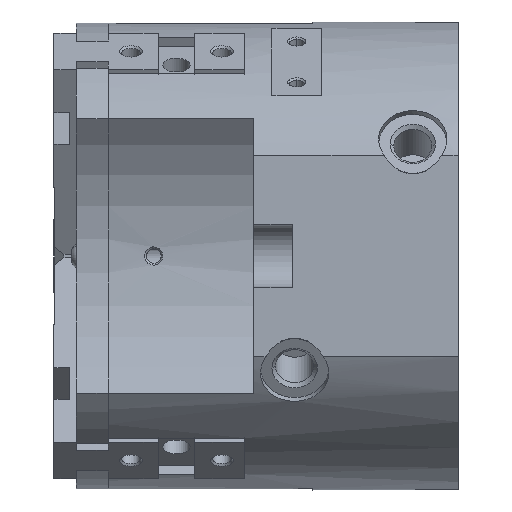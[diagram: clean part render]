
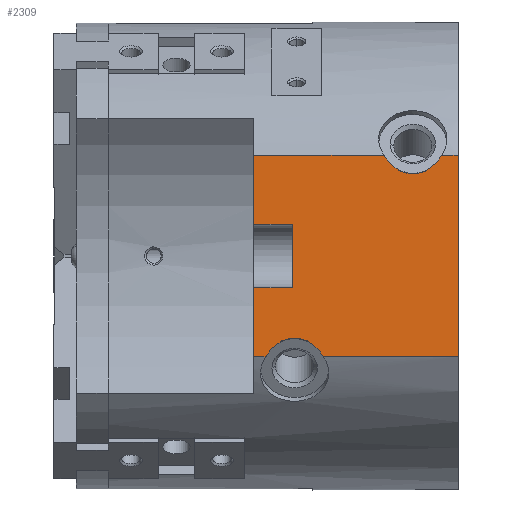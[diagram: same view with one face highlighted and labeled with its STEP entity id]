
A CAD part, left-side view. The second image highlights one B-rep face of the part: STEP entity #2309.
In plain terms, the highlighted planar face has unit normal (-1, 0, 0).
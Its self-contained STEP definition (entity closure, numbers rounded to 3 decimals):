
#2273 = EDGE_CURVE( '', #2391, #4171, #6688, .T. );
#2293 = EDGE_CURVE( '', #2579, #2403, #6712, .T. );
#2309 = ADVANCED_FACE( '', ( #6730 ), #6731, .T. );
#2391 = VERTEX_POINT( '', #6823 );
#2403 = VERTEX_POINT( '', #6835 );
#2579 = VERTEX_POINT( '', #7030 );
#2587 = EDGE_CURVE( '', #5513, #6257, #7038, .T. );
#2665 = EDGE_CURVE( '', #4171, #5513, #7121, .T. );
#3355 = EDGE_CURVE( '', #6257, #6167, #7896, .T. );
#3487 = VERTEX_POINT( '', #8047 );
#3829 = VERTEX_POINT( '', #8430 );
#3893 = EDGE_CURVE( '', #4101, #5921, #8500, .T. );
#3967 = VERTEX_POINT( '', #8583 );
#4101 = VERTEX_POINT( '', #8729 );
#4163 = EDGE_CURVE( '', #2403, #3487, #8798, .T. );
#4171 = VERTEX_POINT( '', #8807 );
#4409 = EDGE_CURVE( '', #3829, #2579, #9077, .T. );
#4617 = EDGE_CURVE( '', #3487, #3967, #9302, .T. );
#5513 = VERTEX_POINT( '', #10288 );
#5609 = EDGE_CURVE( '', #3829, #5921, #10395, .T. );
#5921 = VERTEX_POINT( '', #10735 );
#6127 = EDGE_CURVE( '', #4101, #6167, #10961, .T. );
#6167 = VERTEX_POINT( '', #11004 );
#6253 = EDGE_CURVE( '', #3967, #2391, #11100, .T. );
#6257 = VERTEX_POINT( '', #11104 );
#6688 = LINE( '', #11595, #11596 );
#6712 = LINE( '', #11629, #11630 );
#6730 = FACE_OUTER_BOUND( '', #11694, .T. );
#6731 = PLANE( '', #11695 );
#6823 = CARTESIAN_POINT( '', ( -46.5, 45., 7. ) );
#6835 = CARTESIAN_POINT( '', ( -46.5, 3.707, 22.136 ) );
#7030 = CARTESIAN_POINT( '', ( -46.5, 0., 22.136 ) );
#7038 = LINE( '', #12123, #12124 );
#7121 = LINE( '', #12242, #12243 );
#7896 = LINE( '', #13478, #13479 );
#8047 = CARTESIAN_POINT( '', ( -46.5, 16.293, 22.136 ) );
#8430 = CARTESIAN_POINT( '', ( -46.5, 0., -22.136 ) );
#8500 = ELLIPSE( '', #14432, 8.66, 7.5 );
#8583 = CARTESIAN_POINT( '', ( -46.5, 45., 22.136 ) );
#8729 = CARTESIAN_POINT( '', ( -46.5, 42.293, -22.136 ) );
#8798 = ELLIPSE( '', #14919, 8.66, 7.5 );
#8807 = CARTESIAN_POINT( '', ( -46.5, 36.5, 7. ) );
#9077 = LINE( '', #15298, #15299 );
#9302 = LINE( '', #15623, #15624 );
#10288 = CARTESIAN_POINT( '', ( -46.5, 36.5, -7. ) );
#10395 = LINE( '', #17311, #17312 );
#10735 = CARTESIAN_POINT( '', ( -46.5, 29.707, -22.136 ) );
#10961 = LINE( '', #18289, #18290 );
#11004 = CARTESIAN_POINT( '', ( -46.5, 45., -22.136 ) );
#11100 = LINE( '', #18545, #18546 );
#11104 = CARTESIAN_POINT( '', ( -46.5, 45., -7. ) );
#11595 = CARTESIAN_POINT( '', ( -46.5, 22.5, 7. ) );
#11596 = VECTOR( '', #19186, 1. );
#11629 = CARTESIAN_POINT( '', ( -46.5, 0., 22.136 ) );
#11630 = VECTOR( '', #19219, 1. );
#11694 = EDGE_LOOP( '', ( #19237, #19238, #19239, #19240, #19241, #19242, #19243, #19244, #19245, #19246, #19247, #19248 ) );
#11695 = AXIS2_PLACEMENT_3D( '', #19249, #19250, #19251 );
#12123 = CARTESIAN_POINT( '', ( -46.5, 22.5, -7. ) );
#12124 = VECTOR( '', #19583, 1. );
#12242 = CARTESIAN_POINT( '', ( -46.5, 36.5, 11.068 ) );
#12243 = VECTOR( '', #19657, 1. );
#13478 = CARTESIAN_POINT( '', ( -46.5, 45., 11.068 ) );
#13479 = VECTOR( '', #20595, 1. );
#14432 = AXIS2_PLACEMENT_3D( '', #21350, #21351, #21352 );
#14919 = AXIS2_PLACEMENT_3D( '', #21697, #21698, #21699 );
#15298 = CARTESIAN_POINT( '', ( -46.5, 0., -22.136 ) );
#15299 = VECTOR( '', #22063, 1. );
#15623 = CARTESIAN_POINT( '', ( -46.5, 0., 22.136 ) );
#15624 = VECTOR( '', #22287, 1. );
#17311 = CARTESIAN_POINT( '', ( -46.5, 0., -22.136 ) );
#17312 = VECTOR( '', #23432, 1. );
#18289 = CARTESIAN_POINT( '', ( -46.5, 0., -22.136 ) );
#18290 = VECTOR( '', #24047, 1. );
#18545 = CARTESIAN_POINT( '', ( -46.5, 45., 11.068 ) );
#18546 = VECTOR( '', #24165, 1. );
#19186 = DIRECTION( '', ( 0., -1., 0. ) );
#19219 = DIRECTION( '', ( 0., 1., 0. ) );
#19237 = ORIENTED_EDGE( '', *, *, #4163, .T. );
#19238 = ORIENTED_EDGE( '', *, *, #4617, .T. );
#19239 = ORIENTED_EDGE( '', *, *, #6253, .T. );
#19240 = ORIENTED_EDGE( '', *, *, #2273, .T. );
#19241 = ORIENTED_EDGE( '', *, *, #2665, .T. );
#19242 = ORIENTED_EDGE( '', *, *, #2587, .T. );
#19243 = ORIENTED_EDGE( '', *, *, #3355, .T. );
#19244 = ORIENTED_EDGE( '', *, *, #6127, .F. );
#19245 = ORIENTED_EDGE( '', *, *, #3893, .T. );
#19246 = ORIENTED_EDGE( '', *, *, #5609, .F. );
#19247 = ORIENTED_EDGE( '', *, *, #4409, .T. );
#19248 = ORIENTED_EDGE( '', *, *, #2293, .T. );
#19249 = CARTESIAN_POINT( '', ( -46.5, 0., 22.136 ) );
#19250 = DIRECTION( '', ( -1., 0., 0. ) );
#19251 = DIRECTION( '', ( 0., 0., 1. ) );
#19583 = DIRECTION( '', ( 0., 1., 0. ) );
#19657 = DIRECTION( '', ( 0., 0., -1. ) );
#20595 = DIRECTION( '', ( 0., 0., -1. ) );
#21350 = CARTESIAN_POINT( '', ( -46.5, 36., -26.847 ) );
#21351 = DIRECTION( '', ( 1., 0., 0. ) );
#21352 = DIRECTION( '', ( 0., 0., -1. ) );
#21697 = CARTESIAN_POINT( '', ( -46.5, 10., 26.847 ) );
#21698 = DIRECTION( '', ( 1., 0., 0. ) );
#21699 = DIRECTION( '', ( 0., 0., -1. ) );
#22063 = DIRECTION( '', ( 0., 0., 1. ) );
#22287 = DIRECTION( '', ( 0., 1., 0. ) );
#23432 = DIRECTION( '', ( 0., 1., 0. ) );
#24047 = DIRECTION( '', ( 0., 1., 0. ) );
#24165 = DIRECTION( '', ( 0., 0., -1. ) );
